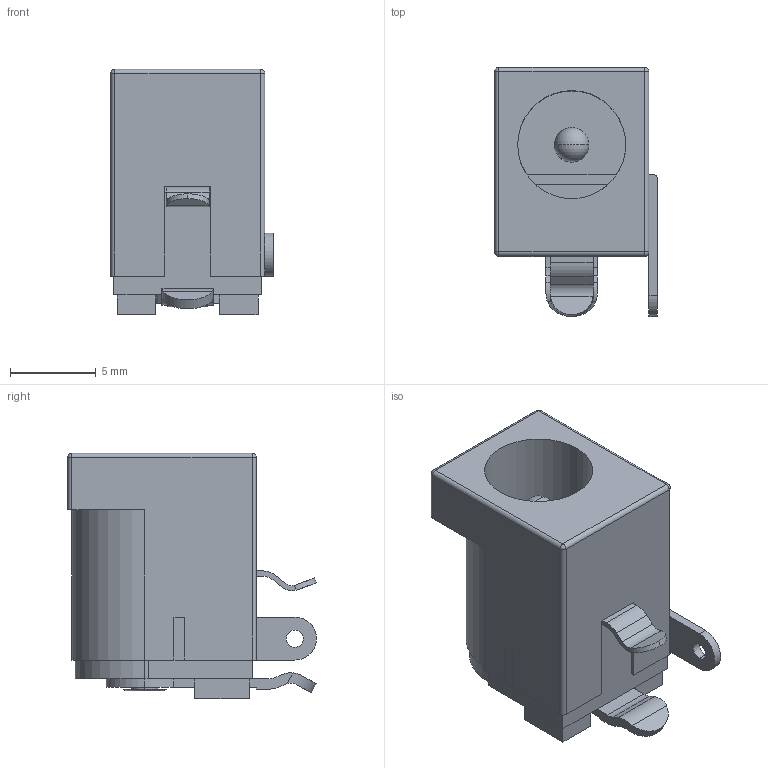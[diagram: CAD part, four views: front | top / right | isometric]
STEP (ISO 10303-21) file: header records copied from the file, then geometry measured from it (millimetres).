
FILE_DESCRIPTION (( 'STEP AP214' ), '1' );
FILE_NAME ('DCJ200-10-A-K1-K.STEP', '2021-12-27T13:41:59', ( '' ), ( '' ), 'SwSTEP 2.0', 'SolidWorks 2018', '' );
FILE_SCHEMA (( 'AUTOMOTIVE_DESIGN' ));
Length unit declared in the file: millimetre
Products named in the file (2): DCJ200-10-A-K1-K
Bounding box: 9.5 x 14.5 x 14.3 mm (x, y, z)
Volume: 882.5 mm3; surface area: 1295.1 mm2
Topology: 6 solids, 6 shells, 119 faces, 315 edges, 201 vertices
Faces by surface type: plane 68, cylinder 41, sphere 6, torus 4
Entity records: 4414 total; most frequent: CARTESIAN_POINT 659, DIRECTION 643, ORIENTED_EDGE 614, EDGE_CURVE 307, AXIS2_PLACEMENT_3D 223, VERTEX_POINT 199, VECTOR 197, LINE 197
